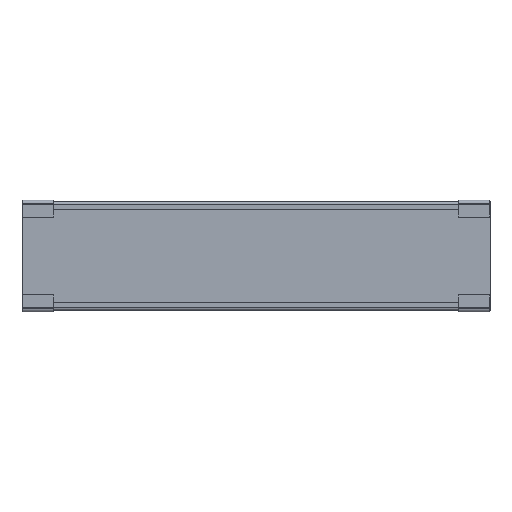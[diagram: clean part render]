
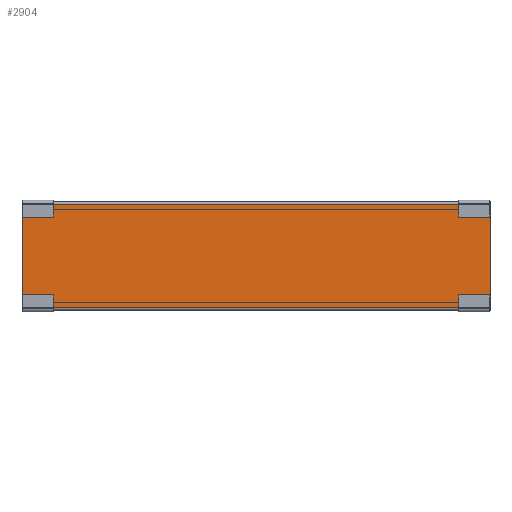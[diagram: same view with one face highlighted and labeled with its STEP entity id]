
A CAD part, top view. The second image highlights one B-rep face of the part: STEP entity #2904.
In plain terms, the highlighted planar face has unit normal (0, 0, 1).
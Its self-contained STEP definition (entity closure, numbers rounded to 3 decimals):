
#140=PLANE('',#3224);
#301=FACE_OUTER_BOUND('',#457,.T.);
#457=EDGE_LOOP('',(#2653,#2654,#2655,#2656));
#712=LINE('',#4959,#980);
#717=LINE('',#4975,#985);
#722=LINE('',#4989,#990);
#723=LINE('',#4990,#991);
#980=VECTOR('',#4077,1.);
#985=VECTOR('',#4094,1.);
#990=VECTOR('',#4105,1.);
#991=VECTOR('',#4106,1.);
#1439=VERTEX_POINT('',#4956);
#1440=VERTEX_POINT('',#4958);
#1445=VERTEX_POINT('',#4974);
#1451=VERTEX_POINT('',#4988);
#1857=EDGE_CURVE('',#1440,#1439,#712,.T.);
#1865=EDGE_CURVE('',#1440,#1445,#717,.T.);
#1872=EDGE_CURVE('',#1451,#1439,#722,.T.);
#1873=EDGE_CURVE('',#1451,#1445,#723,.T.);
#2653=ORIENTED_EDGE('',*,*,#1872,.F.);
#2654=ORIENTED_EDGE('',*,*,#1873,.T.);
#2655=ORIENTED_EDGE('',*,*,#1865,.F.);
#2656=ORIENTED_EDGE('',*,*,#1857,.T.);
#2904=ADVANCED_FACE('',(#301),#140,.F.);
#3224=AXIS2_PLACEMENT_3D('',#4987,#4103,#4104);
#4077=DIRECTION('',(-1.,0.,0.));
#4094=DIRECTION('',(0.,-1.,0.));
#4103=DIRECTION('center_axis',(0.,0.,-1.));
#4104=DIRECTION('ref_axis',(0.,-1.,0.));
#4105=DIRECTION('',(0.,1.,0.));
#4106=DIRECTION('',(1.,0.,0.));
#4956=CARTESIAN_POINT('',(-166.003,137.687,240.39));
#4958=CARTESIAN_POINT('',(280.6,137.687,240.39));
#4959=CARTESIAN_POINT('',(174.436,137.687,240.39));
#4974=CARTESIAN_POINT('',(280.6,39.287,240.39));
#4975=CARTESIAN_POINT('',(280.6,114.687,240.39));
#4987=CARTESIAN_POINT('Origin',(174.436,135.287,240.39));
#4988=CARTESIAN_POINT('',(-166.003,39.287,240.39));
#4989=CARTESIAN_POINT('',(-166.003,39.287,240.39));
#4990=CARTESIAN_POINT('',(174.436,39.287,240.39));
